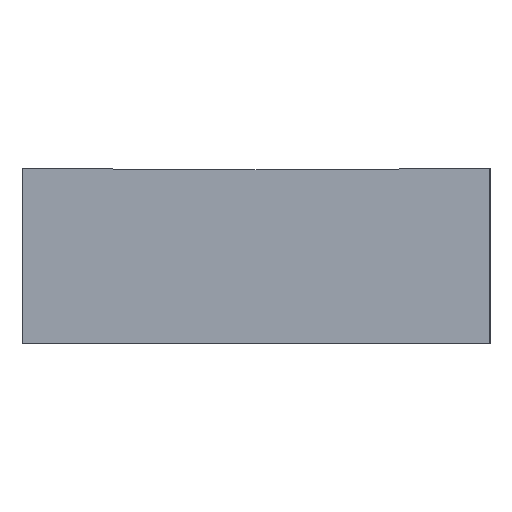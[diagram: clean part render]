
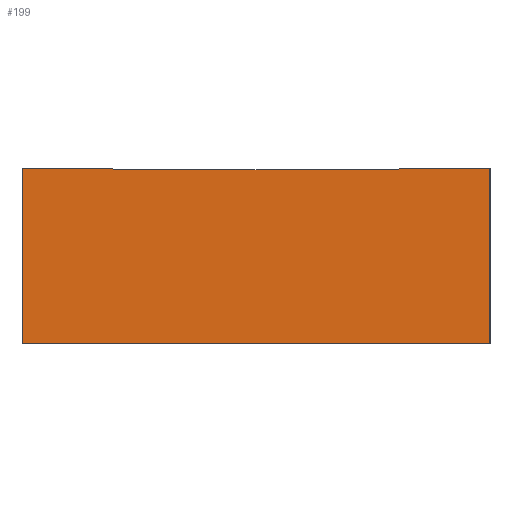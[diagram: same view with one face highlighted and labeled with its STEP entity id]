
A CAD part, left-side view. The second image highlights one B-rep face of the part: STEP entity #199.
In plain terms, the highlighted planar face has unit normal (-1, 0, 0).
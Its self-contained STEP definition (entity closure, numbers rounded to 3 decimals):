
#2 = VECTOR ( 'NONE', #8, 1000. ) ;
#3 = AXIS2_PLACEMENT_3D ( 'NONE', #17, #152, #212 ) ;
#5 = LINE ( 'NONE', #66, #110 ) ;
#8 = DIRECTION ( 'NONE',  ( 0., -1., 0. ) ) ;
#11 = CARTESIAN_POINT ( 'NONE',  ( -25., -12.5, 9.391 ) ) ;
#17 = CARTESIAN_POINT ( 'NONE',  ( -25., 0., 1009. ) ) ;
#30 = CARTESIAN_POINT ( 'NONE',  ( -25., 12.5, 0. ) ) ;
#33 = VECTOR ( 'NONE', #131, 1000. ) ;
#35 = EDGE_CURVE ( 'NONE', #201, #175, #5, .T. ) ;
#42 = VERTEX_POINT ( 'NONE', #81 ) ;
#44 = VERTEX_POINT ( 'NONE', #184 ) ;
#45 = ORIENTED_EDGE ( 'NONE', *, *, #158, .F. ) ;
#56 = EDGE_CURVE ( 'NONE', #175, #44, #124, .T. ) ;
#57 = CIRCLE ( 'NONE', #198, 999.687 ) ;
#59 = FACE_OUTER_BOUND ( 'NONE', #69, .T. ) ;
#62 = CIRCLE ( 'NONE', #3, 999.687 ) ;
#66 = CARTESIAN_POINT ( 'NONE',  ( -25., 12.5, 15. ) ) ;
#69 = EDGE_LOOP ( 'NONE', ( #222, #238, #126, #161, #45 ) ) ;
#76 = DIRECTION ( 'NONE',  ( 1., 0., 0. ) ) ;
#77 = EDGE_CURVE ( 'NONE', #122, #44, #95, .T. ) ;
#81 = CARTESIAN_POINT ( 'NONE',  ( -25., 0., 9.313 ) ) ;
#87 = AXIS2_PLACEMENT_3D ( 'NONE', #137, #76, #174 ) ;
#95 = LINE ( 'NONE', #117, #33 ) ;
#96 = PLANE ( 'NONE',  #87 ) ;
#106 = DIRECTION ( 'NONE',  ( 0., 0., -1. ) ) ;
#110 = VECTOR ( 'NONE', #106, 1000. ) ;
#117 = CARTESIAN_POINT ( 'NONE',  ( -25., -12.5, 15. ) ) ;
#119 = DIRECTION ( 'NONE',  ( -1., 0., 0. ) ) ;
#120 = CARTESIAN_POINT ( 'NONE',  ( -25., 12.5, 9.391 ) ) ;
#122 = VERTEX_POINT ( 'NONE', #11 ) ;
#124 = LINE ( 'NONE', #200, #2 ) ;
#126 = ORIENTED_EDGE ( 'NONE', *, *, #56, .T. ) ;
#131 = DIRECTION ( 'NONE',  ( 0., 0., -1. ) ) ;
#137 = CARTESIAN_POINT ( 'NONE',  ( -25., 12.5, 15. ) ) ;
#152 = DIRECTION ( 'NONE',  ( -1., 0., 0. ) ) ;
#158 = EDGE_CURVE ( 'NONE', #42, #122, #62, .T. ) ;
#161 = ORIENTED_EDGE ( 'NONE', *, *, #77, .F. ) ;
#174 = DIRECTION ( 'NONE',  ( 0., 1., 0. ) ) ;
#175 = VERTEX_POINT ( 'NONE', #30 ) ;
#184 = CARTESIAN_POINT ( 'NONE',  ( -25., -12.5, 0. ) ) ;
#193 = DIRECTION ( 'NONE',  ( 0., 1., 0. ) ) ;
#194 = CARTESIAN_POINT ( 'NONE',  ( -25., 0., 1009. ) ) ;
#198 = AXIS2_PLACEMENT_3D ( 'NONE', #194, #119, #193 ) ;
#199 = ADVANCED_FACE ( 'NONE', ( #59 ), #96, .F. ) ;
#200 = CARTESIAN_POINT ( 'NONE',  ( -25., 12.5, 0. ) ) ;
#201 = VERTEX_POINT ( 'NONE', #120 ) ;
#212 = DIRECTION ( 'NONE',  ( 0., 1., 0. ) ) ;
#222 = ORIENTED_EDGE ( 'NONE', *, *, #226, .F. ) ;
#226 = EDGE_CURVE ( 'NONE', #201, #42, #57, .T. ) ;
#238 = ORIENTED_EDGE ( 'NONE', *, *, #35, .T. ) ;
